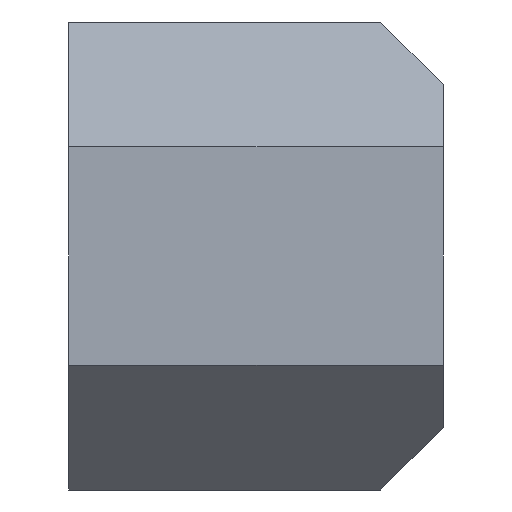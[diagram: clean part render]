
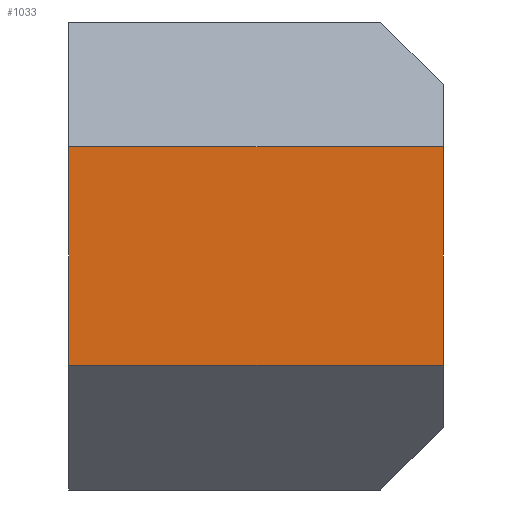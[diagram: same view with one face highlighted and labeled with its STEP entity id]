
A CAD part, left-side view. The second image highlights one B-rep face of the part: STEP entity #1033.
In plain terms, the highlighted planar face has unit normal (-1, 0, 0).
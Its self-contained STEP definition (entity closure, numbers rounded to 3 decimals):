
#9 = VECTOR ( 'NONE', #768, 1000. ) ;
#40 = CARTESIAN_POINT ( 'NONE',  ( -290., 0., -1.75 ) ) ;
#56 = EDGE_CURVE ( 'NONE', #462, #999, #846, .T. ) ;
#90 = CARTESIAN_POINT ( 'NONE',  ( -290., 0., -3.75 ) ) ;
#94 = DIRECTION ( 'NONE',  ( 0., 0., 1. ) ) ;
#155 = VECTOR ( 'NONE', #94, 1000. ) ;
#217 = ORIENTED_EDGE ( 'NONE', *, *, #56, .T. ) ;
#276 = CARTESIAN_POINT ( 'NONE',  ( -290., 6., 1.75 ) ) ;
#321 = EDGE_CURVE ( 'NONE', #1023, #462, #491, .T. ) ;
#348 = EDGE_CURVE ( 'NONE', #982, #1023, #430, .T. ) ;
#390 = ORIENTED_EDGE ( 'NONE', *, *, #348, .T. ) ;
#420 = CARTESIAN_POINT ( 'NONE',  ( -290., 6., 1.75 ) ) ;
#430 = LINE ( 'NONE', #833, #9 ) ;
#462 = VERTEX_POINT ( 'NONE', #845 ) ;
#491 = LINE ( 'NONE', #90, #676 ) ;
#616 = EDGE_LOOP ( 'NONE', ( #636, #390, #776, #217 ) ) ;
#636 = ORIENTED_EDGE ( 'NONE', *, *, #921, .F. ) ;
#676 = VECTOR ( 'NONE', #1101, 1000. ) ;
#681 = VECTOR ( 'NONE', #759, 1000. ) ;
#697 = CARTESIAN_POINT ( 'NONE',  ( -290., 6., -1.75 ) ) ;
#709 = DIRECTION ( 'NONE',  ( 1., 0., 0. ) ) ;
#713 = DIRECTION ( 'NONE',  ( 0., 0., -1. ) ) ;
#759 = DIRECTION ( 'NONE',  ( 0., 1., 0. ) ) ;
#768 = DIRECTION ( 'NONE',  ( 0., -1., 0. ) ) ;
#776 = ORIENTED_EDGE ( 'NONE', *, *, #321, .T. ) ;
#802 = CARTESIAN_POINT ( 'NONE',  ( -290., 6., -3.75 ) ) ;
#833 = CARTESIAN_POINT ( 'NONE',  ( -290., 6., -1.75 ) ) ;
#845 = CARTESIAN_POINT ( 'NONE',  ( -290., 0., 1.75 ) ) ;
#846 = LINE ( 'NONE', #420, #681 ) ;
#921 = EDGE_CURVE ( 'NONE', #982, #999, #1024, .T. ) ;
#938 = AXIS2_PLACEMENT_3D ( 'NONE', #802, #709, #713 ) ;
#980 = FACE_OUTER_BOUND ( 'NONE', #616, .T. ) ;
#982 = VERTEX_POINT ( 'NONE', #697 ) ;
#999 = VERTEX_POINT ( 'NONE', #276 ) ;
#1023 = VERTEX_POINT ( 'NONE', #40 ) ;
#1024 = LINE ( 'NONE', #1037, #155 ) ;
#1033 = ADVANCED_FACE ( 'NONE', ( #980 ), #1049, .F. ) ;
#1037 = CARTESIAN_POINT ( 'NONE',  ( -290., 6., -3.75 ) ) ;
#1049 = PLANE ( 'NONE',  #938 ) ;
#1101 = DIRECTION ( 'NONE',  ( 0., 0., 1. ) ) ;
